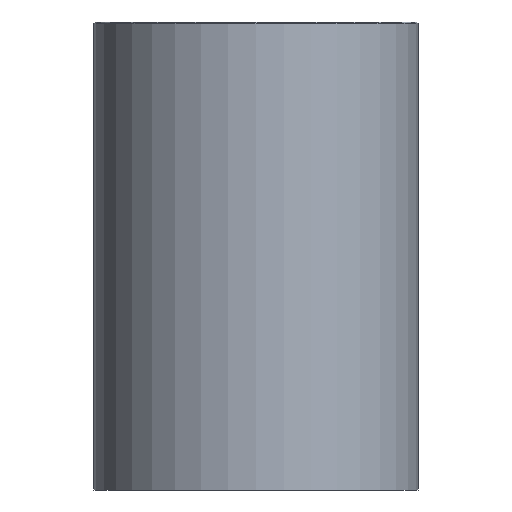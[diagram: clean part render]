
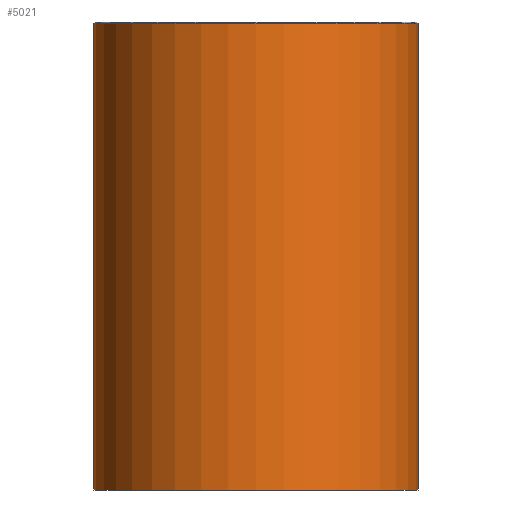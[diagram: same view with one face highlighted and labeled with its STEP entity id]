
A CAD part, front view. The second image highlights one B-rep face of the part: STEP entity #5021.
In plain terms, the highlighted cylindrical face has radius 27.94 mm (diameter 55.88 mm), a full revolution.
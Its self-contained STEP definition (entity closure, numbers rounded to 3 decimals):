
#465=CYLINDRICAL_SURFACE('',#5321,27.94);
#469=LINE('',#6263,#878);
#878=VECTOR('',#5514,27.94);
#1583=FACE_OUTER_BOUND('',#1854,.T.);
#1854=EDGE_LOOP('',(#3446,#3447,#3448,#3449,#3450));
#2142=CIRCLE('',#5308,27.94);
#2144=CIRCLE('',#5311,27.94);
#2145=CIRCLE('',#5312,27.94);
#2188=VERTEX_POINT('',#6236);
#2190=VERTEX_POINT('',#6241);
#2191=VERTEX_POINT('',#6242);
#2684=EDGE_CURVE('',#2188,#2188,#2142,.T.);
#2686=EDGE_CURVE('',#2190,#2191,#2144,.T.);
#2687=EDGE_CURVE('',#2191,#2190,#2145,.T.);
#2697=EDGE_CURVE('',#2190,#2188,#469,.T.);
#3446=ORIENTED_EDGE('',*,*,#2686,.T.);
#3447=ORIENTED_EDGE('',*,*,#2687,.T.);
#3448=ORIENTED_EDGE('',*,*,#2697,.T.);
#3449=ORIENTED_EDGE('',*,*,#2684,.T.);
#3450=ORIENTED_EDGE('',*,*,#2697,.F.);
#5021=ADVANCED_FACE('',(#1583),#465,.T.);
#5308=AXIS2_PLACEMENT_3D('',#6237,#5483,#5484);
#5311=AXIS2_PLACEMENT_3D('',#6243,#5489,#5490);
#5312=AXIS2_PLACEMENT_3D('',#6244,#5491,#5492);
#5321=AXIS2_PLACEMENT_3D('',#6262,#5512,#5513);
#5483=DIRECTION('center_axis',(0.,0.,1.));
#5484=DIRECTION('ref_axis',(1.,0.,0.));
#5489=DIRECTION('center_axis',(0.,0.,-1.));
#5490=DIRECTION('ref_axis',(-1.,0.,0.));
#5491=DIRECTION('center_axis',(0.,0.,-1.));
#5492=DIRECTION('ref_axis',(-1.,0.,0.));
#5512=DIRECTION('center_axis',(0.,0.,1.));
#5513=DIRECTION('ref_axis',(1.,0.,0.));
#5514=DIRECTION('',(0.,0.,-1.));
#6236=CARTESIAN_POINT('',(-15.99,-7.806,-24.553));
#6237=CARTESIAN_POINT('Origin',(11.95,-7.806,-24.553));
#6241=CARTESIAN_POINT('',(-15.99,-7.806,55.893));
#6242=CARTESIAN_POINT('',(39.89,-7.806,55.893));
#6243=CARTESIAN_POINT('Origin',(11.95,-7.806,55.893));
#6244=CARTESIAN_POINT('Origin',(11.95,-7.806,55.893));
#6262=CARTESIAN_POINT('Origin',(11.95,-7.806,9.157));
#6263=CARTESIAN_POINT('',(-15.99,-7.806,9.157));
